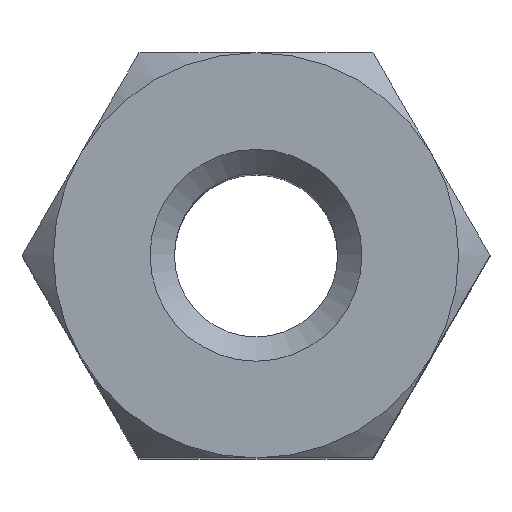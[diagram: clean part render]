
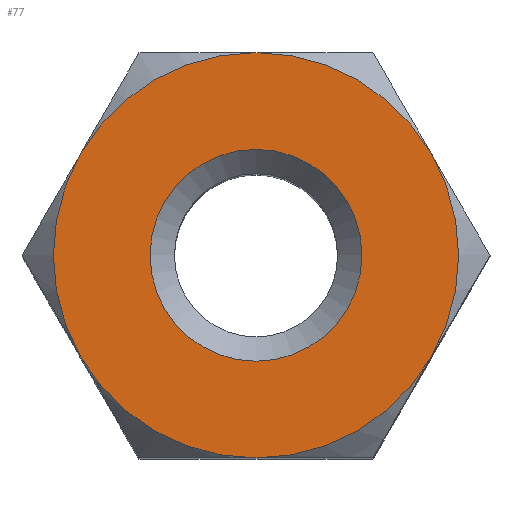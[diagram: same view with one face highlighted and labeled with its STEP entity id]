
A CAD part, top view. The second image highlights one B-rep face of the part: STEP entity #77.
In plain terms, the highlighted planar face has unit normal (0, 0, 1).
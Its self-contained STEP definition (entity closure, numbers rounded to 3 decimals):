
#77 = ADVANCED_FACE( '', ( #156, #157 ), #158, .T. );
#156 = FACE_BOUND( '', #237, .T. );
#157 = FACE_OUTER_BOUND( '', #238, .T. );
#158 = PLANE( '', #239 );
#237 = EDGE_LOOP( '', ( #382 ) );
#238 = EDGE_LOOP( '', ( #383, #384, #385, #386, #387, #388 ) );
#239 = AXIS2_PLACEMENT_3D( '', #389, #390, #391 );
#382 = ORIENTED_EDGE( '', *, *, #505, .T. );
#383 = ORIENTED_EDGE( '', *, *, #451, .F. );
#384 = ORIENTED_EDGE( '', *, *, #466, .F. );
#385 = ORIENTED_EDGE( '', *, *, #499, .F. );
#386 = ORIENTED_EDGE( '', *, *, #490, .T. );
#387 = ORIENTED_EDGE( '', *, *, #483, .F. );
#388 = ORIENTED_EDGE( '', *, *, #503, .F. );
#389 = CARTESIAN_POINT( '', ( 0., 0., 5. ) );
#390 = DIRECTION( '', ( 0., 0., 1. ) );
#391 = DIRECTION( '', ( 1., 0., 0. ) );
#451 = EDGE_CURVE( '', #519, #522, #523, .F. );
#466 = EDGE_CURVE( '', #544, #519, #547, .F. );
#483 = EDGE_CURVE( '', #572, #564, #573, .F. );
#490 = EDGE_CURVE( '', #581, #564, #582, .T. );
#499 = EDGE_CURVE( '', #581, #544, #593, .F. );
#503 = EDGE_CURVE( '', #522, #572, #598, .F. );
#505 = EDGE_CURVE( '', #600, #600, #601, .T. );
#519 = VERTEX_POINT( '', #616 );
#522 = VERTEX_POINT( '', #624 );
#523 = CIRCLE( '', #625, 2.5 );
#544 = VERTEX_POINT( '', #675 );
#547 = CIRCLE( '', #683, 2.5 );
#564 = VERTEX_POINT( '', #729 );
#572 = VERTEX_POINT( '', #755 );
#573 = CIRCLE( '', #756, 2.5 );
#581 = VERTEX_POINT( '', #782 );
#582 = CIRCLE( '', #783, 2.5 );
#593 = CIRCLE( '', #820, 2.5 );
#598 = CIRCLE( '', #837, 2.5 );
#600 = VERTEX_POINT( '', #839 );
#601 = CIRCLE( '', #840, 1.307 );
#616 = CARTESIAN_POINT( '', ( 2.165, -1.25, 5. ) );
#624 = CARTESIAN_POINT( '', ( 0., -2.5, 5. ) );
#625 = AXIS2_PLACEMENT_3D( '', #862, #863, #864 );
#675 = CARTESIAN_POINT( '', ( 2.165, 1.25, 5. ) );
#683 = AXIS2_PLACEMENT_3D( '', #877, #878, #879 );
#729 = CARTESIAN_POINT( '', ( -2.165, 1.25, 5. ) );
#755 = CARTESIAN_POINT( '', ( -2.165, -1.25, 5. ) );
#756 = AXIS2_PLACEMENT_3D( '', #887, #888, #889 );
#782 = CARTESIAN_POINT( '', ( 0., 2.5, 5. ) );
#783 = AXIS2_PLACEMENT_3D( '', #891, #892, #893 );
#820 = AXIS2_PLACEMENT_3D( '', #897, #898, #899 );
#837 = AXIS2_PLACEMENT_3D( '', #900, #901, #902 );
#839 = CARTESIAN_POINT( '', ( 0., 1.307, 5. ) );
#840 = AXIS2_PLACEMENT_3D( '', #903, #904, #905 );
#862 = CARTESIAN_POINT( '', ( 0., 0., 5. ) );
#863 = DIRECTION( '', ( 0., 0., 1. ) );
#864 = DIRECTION( '', ( 1., 0., 0. ) );
#877 = CARTESIAN_POINT( '', ( 0., 0., 5. ) );
#878 = DIRECTION( '', ( 0., 0., 1. ) );
#879 = DIRECTION( '', ( 1., 0., 0. ) );
#887 = CARTESIAN_POINT( '', ( 0., 0., 5. ) );
#888 = DIRECTION( '', ( 0., 0., 1. ) );
#889 = DIRECTION( '', ( 1., 0., 0. ) );
#891 = CARTESIAN_POINT( '', ( 0., 0., 5. ) );
#892 = DIRECTION( '', ( 0., 0., 1. ) );
#893 = DIRECTION( '', ( 1., 0., 0. ) );
#897 = CARTESIAN_POINT( '', ( 0., 0., 5. ) );
#898 = DIRECTION( '', ( 0., 0., 1. ) );
#899 = DIRECTION( '', ( 1., 0., 0. ) );
#900 = CARTESIAN_POINT( '', ( 0., 0., 5. ) );
#901 = DIRECTION( '', ( 0., 0., 1. ) );
#902 = DIRECTION( '', ( 1., 0., 0. ) );
#903 = CARTESIAN_POINT( '', ( 0., 0., 5. ) );
#904 = DIRECTION( '', ( 0., 0., -1. ) );
#905 = DIRECTION( '', ( 0., 1., 0. ) );
